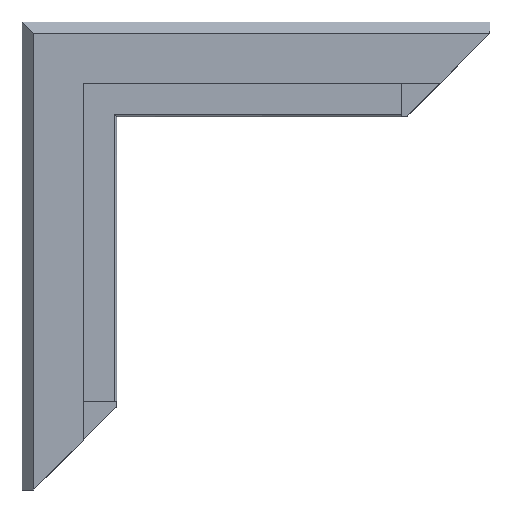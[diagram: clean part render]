
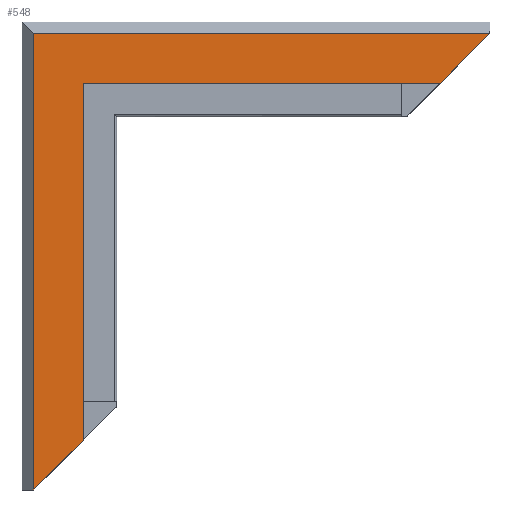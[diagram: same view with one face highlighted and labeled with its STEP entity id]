
A CAD part, left-side view. The second image highlights one B-rep face of the part: STEP entity #548.
In plain terms, the highlighted planar face has unit normal (-1, 0, 0).
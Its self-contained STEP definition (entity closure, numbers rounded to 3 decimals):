
#32=FACE_OUTER_BOUND('',#63,.T.);
#63=EDGE_LOOP('',(#363,#364,#365,#366,#367,#368));
#94=LINE('',#782,#163);
#95=LINE('',#784,#164);
#96=LINE('',#786,#165);
#97=LINE('',#788,#166);
#98=LINE('',#790,#167);
#99=LINE('',#791,#168);
#163=VECTOR('',#627,10.);
#164=VECTOR('',#628,10.);
#165=VECTOR('',#629,10.);
#166=VECTOR('',#630,10.);
#167=VECTOR('',#631,10.);
#168=VECTOR('',#632,10.);
#232=VERTEX_POINT('',#780);
#233=VERTEX_POINT('',#781);
#234=VERTEX_POINT('',#783);
#235=VERTEX_POINT('',#785);
#236=VERTEX_POINT('',#787);
#237=VERTEX_POINT('',#789);
#283=EDGE_CURVE('',#232,#233,#94,.T.);
#284=EDGE_CURVE('',#234,#233,#95,.T.);
#285=EDGE_CURVE('',#234,#235,#96,.T.);
#286=EDGE_CURVE('',#236,#235,#97,.T.);
#287=EDGE_CURVE('',#236,#237,#98,.T.);
#288=EDGE_CURVE('',#232,#237,#99,.T.);
#363=ORIENTED_EDGE('',*,*,#283,.T.);
#364=ORIENTED_EDGE('',*,*,#284,.F.);
#365=ORIENTED_EDGE('',*,*,#285,.T.);
#366=ORIENTED_EDGE('',*,*,#286,.F.);
#367=ORIENTED_EDGE('',*,*,#287,.T.);
#368=ORIENTED_EDGE('',*,*,#288,.F.);
#523=PLANE('',#581);
#548=ADVANCED_FACE('',(#32),#523,.F.);
#581=AXIS2_PLACEMENT_3D('',#779,#625,#626);
#625=DIRECTION('center_axis',(1.,0.,0.));
#626=DIRECTION('ref_axis',(0.,-1.,0.));
#627=DIRECTION('',(0.,-0.707,0.707));
#628=DIRECTION('',(0.,0.,-1.));
#629=DIRECTION('',(0.,-1.,0.));
#630=DIRECTION('',(0.,0.707,-0.707));
#631=DIRECTION('',(0.,1.,0.));
#632=DIRECTION('',(0.,0.,1.));
#779=CARTESIAN_POINT('Origin',(7.5,-0.65,250.));
#780=CARTESIAN_POINT('',(7.5,7.5,165.1));
#781=CARTESIAN_POINT('',(7.5,-1.75,174.35));
#782=CARTESIAN_POINT('',(7.5,-5.913,178.513));
#783=CARTESIAN_POINT('',(7.5,-1.75,240.75));
#784=CARTESIAN_POINT('',(7.5,-1.75,250.));
#785=CARTESIAN_POINT('',(7.5,-68.15,240.75));
#786=CARTESIAN_POINT('',(7.5,7.5,240.75));
#787=CARTESIAN_POINT('',(7.5,-77.4,250.));
#788=CARTESIAN_POINT('',(7.5,-63.988,236.588));
#789=CARTESIAN_POINT('',(7.5,7.5,250.));
#790=CARTESIAN_POINT('',(7.5,7.5,250.));
#791=CARTESIAN_POINT('',(7.5,7.5,250.));
